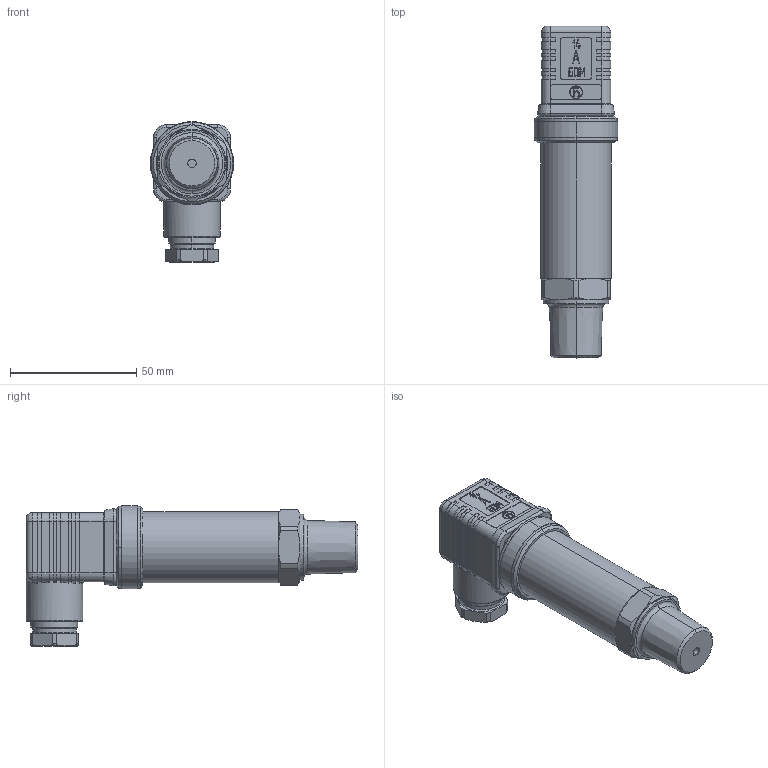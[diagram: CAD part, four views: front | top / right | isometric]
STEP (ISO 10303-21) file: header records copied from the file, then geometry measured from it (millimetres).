
FILE_DESCRIPTION(('Creo Elements/Direct Modeling STEP Export'),'2;1');
FILE_NAME('PR3110EXxxxxAN_withPG11.stp','2018-05-24T12:35:16',(''),(''),'PTC Creo Elements/Direct Modeling STEP processor for AP214 (Solid Model)','PTC Creo Elements/Direct Modeling 19.0E 27-Jun-2016 (C) Parametric Technology GmbH','');
FILE_SCHEMA(('AUTOMOTIVE_DESIGN { 1 0 10303 214 1 1 1 1 }'));
Length unit declared in the file: millimetre
Products named in the file (6): PR3110EXxxxxAN_Solid; 7296-2; 7295
Assembly tree (3 placements, depth 2):
  PR3110EXxxxxAN_Solid
    PR3110EXxxxxAN_Solid
  7296-2
    7296-2
  7295
    7295
Bounding box: 33 x 131.46 x 55.75 mm (x, y, z)
Volume: 87785.7 mm3; surface area: 21713.3 mm2
Topology: 3 solids, 10 shells, 1554 faces, 4236 edges, 2803 vertices
Faces by surface type: plane 953, cylinder 287, extrusion 187, cone 74, torus 33, bspline 20
Entity records: 65623 total; most frequent: CARTESIAN_POINT 15004, ORIENTED_EDGE 8456, DIRECTION 6938, EDGE_CURVE 4228, VECTOR 3014, LINE 2827, VERTEX_POINT 2803, AXIS2_PLACEMENT_3D 1962
